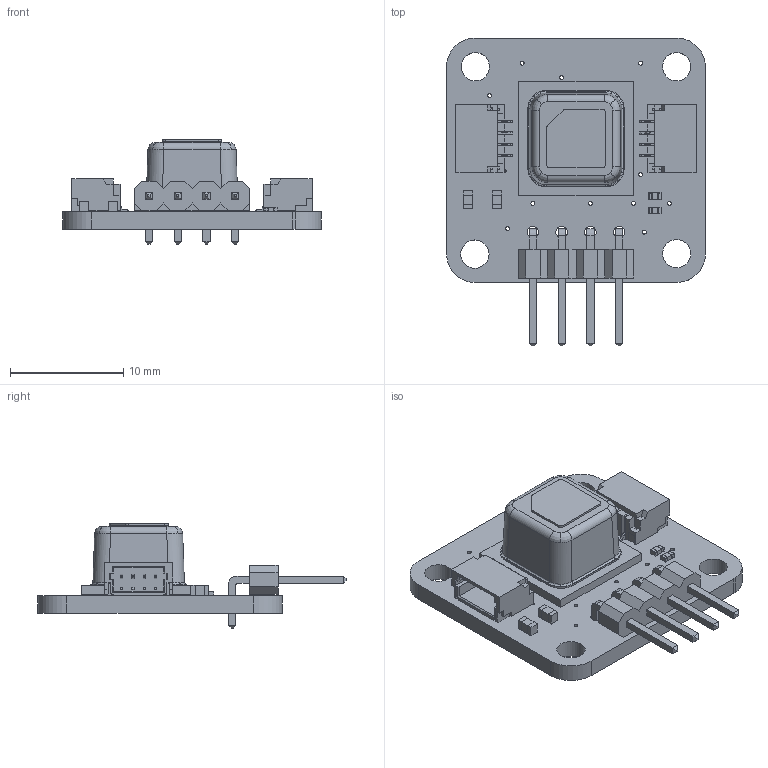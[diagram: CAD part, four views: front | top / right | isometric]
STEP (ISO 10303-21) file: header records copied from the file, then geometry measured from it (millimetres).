
FILE_DESCRIPTION(/* description */ (''),/* implementation_level */ '2;1');
FILE_NAME(/* name */ 'SCD41-CO2-Sensor v1.step',/* time_stamp */ '2022-01-14T11:09:02+01:00',/* author */ (''),/* organization */ (''),/* preprocessor_version */ 'ST-DEVELOPER v18.1',/* originating_system */ 'Autodesk Translation Framework v10.10.0.1391',/* authorisation */ '');
FILE_SCHEMA (('AUTOMOTIVE_DESIGN { 1 0 10303 214 3 1 1 }'));
Length unit declared in the file: millimetre
Products named in the file (10): SCD41-CO2-Sensor; Board; Packages; LASKKIT_10MM_SILKSCREEN; USUP_4MM_SILKSCREEN; 1X04/90; 1X04_1MM_RA; SCD4X; C0603; R0402
Assembly tree (13 placements, depth 3):
  SCD41-CO2-Sensor
    Board
    Packages
      LASKKIT_10MM_SILKSCREEN
      USUP_4MM_SILKSCREEN  x2
      1X04/90
      1X04_1MM_RA  x2
      SCD4X
      C0603  x2
      R0402  x2
Bounding box: 22.86 x 27.2 x 9.21 mm (x, y, z)
Volume: 1294.1 mm3; surface area: 2196.3 mm2
Topology: 21 solids, 21 shells, 1016 faces, 2685 edges, 1738 vertices
Faces by surface type: plane 784, cylinder 184, sphere 32, bspline 16
Full cylindrical faces by diameter (mm): 0.2 x1, 0.35 x13, 1.016 x4, 2.5 x4
Entity records: 21449 total; most frequent: CARTESIAN_POINT 3830, ORIENTED_EDGE 3534, DIRECTION 3401, EDGE_CURVE 1767, LINE 1491, VECTOR 1491, VERTEX_POINT 1144, AXIS2_PLACEMENT_3D 955
